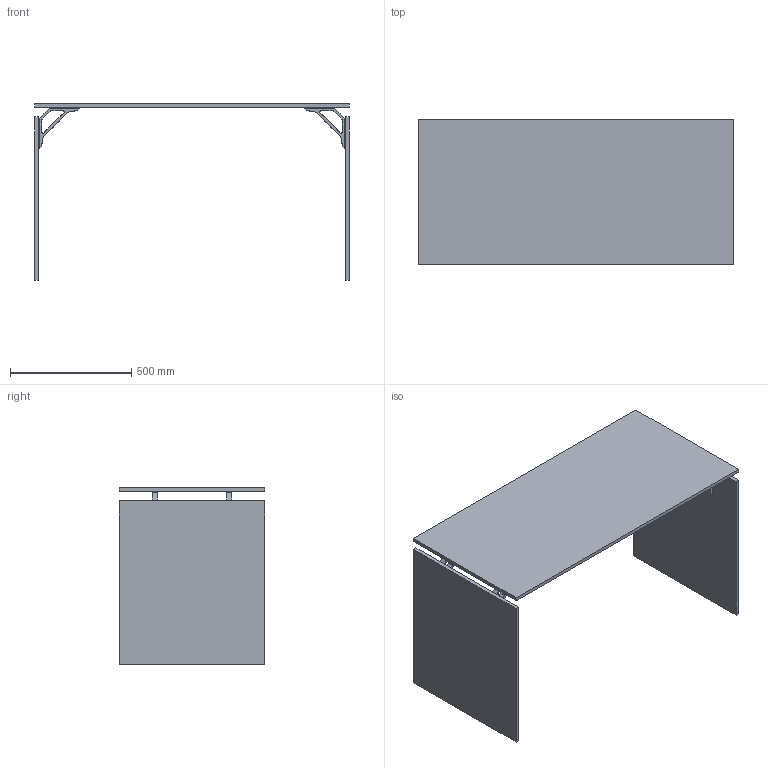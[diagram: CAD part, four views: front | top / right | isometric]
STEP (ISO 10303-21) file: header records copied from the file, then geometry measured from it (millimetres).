
FILE_DESCRIPTION(/* description */ (''),/* implementation_level */ '2;1');
FILE_NAME(/* name */ 'BR13AL - Bright metallo 130x60',/* time_stamp */ '2013-07-17T11:19:36+02:00',/* author */ (''),/* organization */ (''),/* preprocessor_version */ 'ST-DEVELOPER v10',/* originating_system */ '',/* authorisation */ '');
FILE_SCHEMA (('CONFIG_CONTROL_DESIGN'));
Length unit declared in the file: millimetre
Products named in the file (1): 1
Bounding box: 1300 x 600 x 730 mm (x, y, z)
Volume: 24386172 mm3; surface area: 3495293.1 mm2
Topology: 31 solids, 31 shells, 490 faces, 1188 edges, 776 vertices
Faces by surface type: bspline 280, plane 210
Entity records: 15672 total; most frequent: CARTESIAN_POINT 7828, ORIENTED_EDGE 2376, EDGE_CURVE 1188, B_SPLINE_CURVE_WITH_KNOTS 964, VERTEX_POINT 776, EDGE_LOOP 554, ADVANCED_FACE 490, FACE_OUTER_BOUND 490
